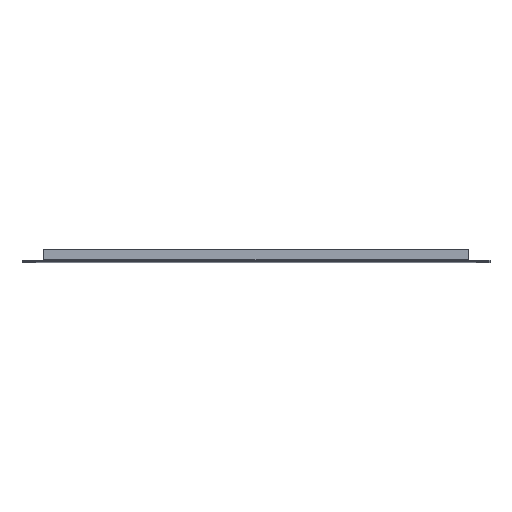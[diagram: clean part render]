
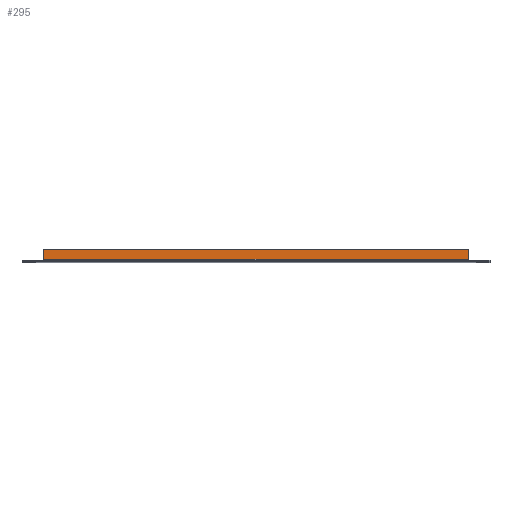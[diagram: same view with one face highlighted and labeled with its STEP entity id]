
A CAD part, top view. The second image highlights one B-rep face of the part: STEP entity #295.
In plain terms, the highlighted planar face has unit normal (0, 0, 1).
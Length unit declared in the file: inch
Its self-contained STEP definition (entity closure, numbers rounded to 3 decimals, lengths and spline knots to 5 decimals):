
#28 = EDGE_CURVE ( 'NONE', #972, #2495, #2365, .T. ) ;
#112 = AXIS2_PLACEMENT_3D ( 'NONE', #1402, #409, #1380 ) ;
#178 = LINE ( 'NONE', #2549, #2106 ) ;
#295 = ADVANCED_FACE ( 'NONE', ( #1949 ), #969, .F. ) ;
#350 = EDGE_CURVE ( 'NONE', #2495, #2545, #178, .T. ) ;
#373 = LINE ( 'NONE', #899, #1620 ) ;
#409 = DIRECTION ( 'NONE',  ( 0., 0., -1. ) ) ;
#472 = ORIENTED_EDGE ( 'NONE', *, *, #983, .F. ) ;
#483 = VECTOR ( 'NONE', #1306, 39.37008 ) ;
#585 = CARTESIAN_POINT ( 'NONE',  ( -8.625, 0.5, 15.734 ) ) ;
#738 = VERTEX_POINT ( 'NONE', #2544 ) ;
#899 = CARTESIAN_POINT ( 'NONE',  ( -8.625, 0.04648, 15.734 ) ) ;
#969 = PLANE ( 'NONE',  #112 ) ;
#972 = VERTEX_POINT ( 'NONE', #585 ) ;
#983 = EDGE_CURVE ( 'NONE', #2545, #738, #1204, .T. ) ;
#1052 = ORIENTED_EDGE ( 'NONE', *, *, #1191, .T. ) ;
#1169 = DIRECTION ( 'NONE',  ( 0., -1., 0. ) ) ;
#1191 = EDGE_CURVE ( 'NONE', #972, #738, #373, .T. ) ;
#1204 = LINE ( 'NONE', #2201, #2454 ) ;
#1306 = DIRECTION ( 'NONE',  ( 1., 0., 0. ) ) ;
#1349 = DIRECTION ( 'NONE',  ( 0., -1., 0. ) ) ;
#1358 = CARTESIAN_POINT ( 'NONE',  ( 8.625, 0.5, 15.734 ) ) ;
#1380 = DIRECTION ( 'NONE',  ( 0., 1., 0. ) ) ;
#1402 = CARTESIAN_POINT ( 'NONE',  ( 8.625, 0.04648, 15.734 ) ) ;
#1598 = CARTESIAN_POINT ( 'NONE',  ( 8.625, 0.5, 15.734 ) ) ;
#1611 = ORIENTED_EDGE ( 'NONE', *, *, #350, .F. ) ;
#1620 = VECTOR ( 'NONE', #1169, 39.37008 ) ;
#1840 = EDGE_LOOP ( 'NONE', ( #1611, #2443, #1052, #472 ) ) ;
#1949 = FACE_OUTER_BOUND ( 'NONE', #1840, .T. ) ;
#2003 = DIRECTION ( 'NONE',  ( -1., 0., 0. ) ) ;
#2106 = VECTOR ( 'NONE', #1349, 39.37008 ) ;
#2201 = CARTESIAN_POINT ( 'NONE',  ( 8.625, 0.086, 15.734 ) ) ;
#2365 = LINE ( 'NONE', #1358, #483 ) ;
#2443 = ORIENTED_EDGE ( 'NONE', *, *, #28, .F. ) ;
#2454 = VECTOR ( 'NONE', #2003, 39.37008 ) ;
#2478 = CARTESIAN_POINT ( 'NONE',  ( 8.625, 0.086, 15.734 ) ) ;
#2495 = VERTEX_POINT ( 'NONE', #1598 ) ;
#2544 = CARTESIAN_POINT ( 'NONE',  ( -8.625, 0.086, 15.734 ) ) ;
#2545 = VERTEX_POINT ( 'NONE', #2478 ) ;
#2549 = CARTESIAN_POINT ( 'NONE',  ( 8.625, 0.04648, 15.734 ) ) ;
